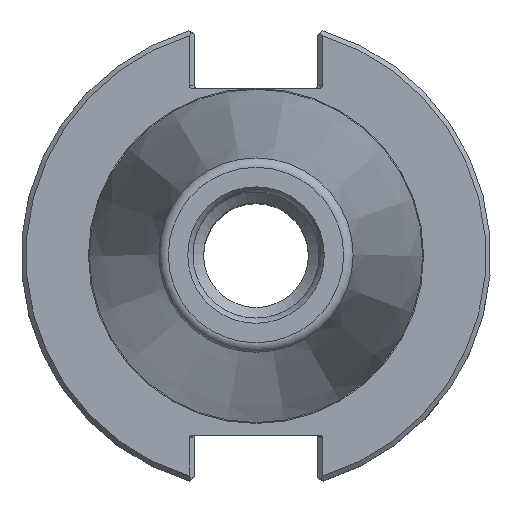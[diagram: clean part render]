
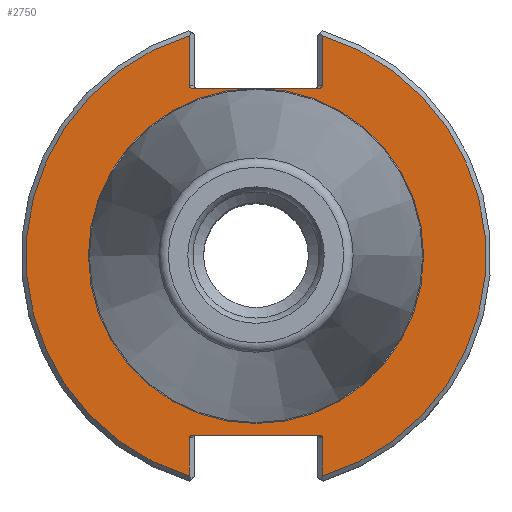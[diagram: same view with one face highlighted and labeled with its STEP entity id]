
A CAD part, top view. The second image highlights one B-rep face of the part: STEP entity #2750.
In plain terms, the highlighted planar face has unit normal (0, 0, 1).
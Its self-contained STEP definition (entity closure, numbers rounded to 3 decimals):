
#20=ELLIPSE('',#2909,0.707,0.5);
#25=ELLIPSE('',#2917,0.707,0.5);
#31=ELLIPSE('',#2928,0.707,0.5);
#33=ELLIPSE('',#2931,0.707,0.5);
#86=LINE('',#4122,#159);
#87=LINE('',#4124,#160);
#90=LINE('',#4128,#163);
#91=LINE('',#4130,#164);
#99=LINE('',#4155,#172);
#108=LINE('',#4188,#181);
#159=VECTOR('',#3344,1000.);
#160=VECTOR('',#3347,1000.);
#163=VECTOR('',#3352,1000.);
#164=VECTOR('',#3355,1000.);
#172=VECTOR('',#3369,1000.);
#181=VECTOR('',#3384,1000.);
#284=PLANE('',#2956);
#679=ORIENTED_EDGE('',*,*,#939,.T.);
#680=ORIENTED_EDGE('',*,*,#1026,.T.);
#681=ORIENTED_EDGE('',*,*,#977,.T.);
#682=ORIENTED_EDGE('',*,*,#1053,.F.);
#683=ORIENTED_EDGE('',*,*,#1009,.T.);
#684=ORIENTED_EDGE('',*,*,#1031,.T.);
#685=ORIENTED_EDGE('',*,*,#941,.T.);
#686=ORIENTED_EDGE('',*,*,#1030,.T.);
#687=ORIENTED_EDGE('',*,*,#1004,.T.);
#688=ORIENTED_EDGE('',*,*,#1041,.F.);
#689=ORIENTED_EDGE('',*,*,#989,.T.);
#690=ORIENTED_EDGE('',*,*,#1027,.T.);
#691=ORIENTED_EDGE('',*,*,#1061,.F.);
#939=EDGE_CURVE('',#1178,#1181,#1341,.T.);
#941=EDGE_CURVE('',#1184,#1183,#1342,.T.);
#977=EDGE_CURVE('',#1214,#1215,#20,.F.);
#989=EDGE_CURVE('',#1225,#1224,#25,.F.);
#1004=EDGE_CURVE('',#1236,#1237,#31,.F.);
#1009=EDGE_CURVE('',#1241,#1240,#33,.F.);
#1026=EDGE_CURVE('',#1181,#1214,#86,.T.);
#1027=EDGE_CURVE('',#1224,#1178,#87,.T.);
#1030=EDGE_CURVE('',#1183,#1236,#90,.T.);
#1031=EDGE_CURVE('',#1240,#1184,#91,.T.);
#1041=EDGE_CURVE('',#1225,#1237,#99,.T.);
#1053=EDGE_CURVE('',#1241,#1215,#108,.T.);
#1061=EDGE_CURVE('',#1268,#1268,#1353,.T.);
#1178=VERTEX_POINT('',#3792);
#1181=VERTEX_POINT('',#3807);
#1183=VERTEX_POINT('',#3815);
#1184=VERTEX_POINT('',#3817);
#1214=VERTEX_POINT('',#4022);
#1215=VERTEX_POINT('',#4023);
#1224=VERTEX_POINT('',#4046);
#1225=VERTEX_POINT('',#4048);
#1236=VERTEX_POINT('',#4079);
#1237=VERTEX_POINT('',#4080);
#1240=VERTEX_POINT('',#4088);
#1241=VERTEX_POINT('',#4090);
#1268=VERTEX_POINT('',#4220);
#1341=CIRCLE('',#2894,48.21);
#1342=CIRCLE('',#2896,48.21);
#1353=CIRCLE('',#2957,35.118);
#1499=EDGE_LOOP('',(#679,#680,#681,#682,#683,#684,#685,#686,#687,#688,#689,
#690));
#1500=EDGE_LOOP('',(#691));
#1689=FACE_BOUND('',#1499,.T.);
#1690=FACE_BOUND('',#1500,.T.);
#2750=ADVANCED_FACE('',(#1689,#1690),#284,.T.);
#2894=AXIS2_PLACEMENT_3D('',#3808,#3215,#3216);
#2896=AXIS2_PLACEMENT_3D('',#3816,#3219,#3220);
#2909=AXIS2_PLACEMENT_3D('',#4021,#3247,#3248);
#2917=AXIS2_PLACEMENT_3D('',#4047,#3270,#3271);
#2928=AXIS2_PLACEMENT_3D('',#4078,#3301,#3302);
#2931=AXIS2_PLACEMENT_3D('',#4089,#3310,#3311);
#2956=AXIS2_PLACEMENT_3D('',#4218,#3398,#3399);
#2957=AXIS2_PLACEMENT_3D('',#4219,#3400,#3401);
#3215=DIRECTION('',(0.,0.,1.));
#3216=DIRECTION('',(1.,0.,0.));
#3219=DIRECTION('',(0.,0.,1.));
#3220=DIRECTION('',(1.,0.,0.));
#3247=DIRECTION('',(0.,0.,1.));
#3248=DIRECTION('',(1.,0.,0.));
#3270=DIRECTION('',(0.,0.,1.));
#3271=DIRECTION('',(-1.,0.,0.));
#3301=DIRECTION('',(0.,0.,1.));
#3302=DIRECTION('',(-1.,0.,0.));
#3310=DIRECTION('',(0.,0.,1.));
#3311=DIRECTION('',(1.,0.,0.));
#3344=DIRECTION('',(0.,1.,0.));
#3347=DIRECTION('',(0.,1.,0.));
#3352=DIRECTION('',(0.,-1.,0.));
#3355=DIRECTION('',(0.,-1.,0.));
#3369=DIRECTION('',(1.,0.,0.));
#3384=DIRECTION('',(-1.,0.,0.));
#3398=DIRECTION('',(0.,0.,1.));
#3399=DIRECTION('',(1.,0.,0.));
#3400=DIRECTION('',(0.,0.,1.));
#3401=DIRECTION('',(1.,0.,0.));
#3792=CARTESIAN_POINT('',(-13.955,46.146,-3.17));
#3807=CARTESIAN_POINT('',(-13.955,-46.146,-3.17));
#3808=CARTESIAN_POINT('',(0.,0.,-3.17));
#3815=CARTESIAN_POINT('',(13.955,46.146,-3.17));
#3816=CARTESIAN_POINT('',(0.,0.,-3.17));
#3817=CARTESIAN_POINT('',(13.955,-46.146,-3.17));
#4021=CARTESIAN_POINT('',(-13.248,-38.07,-3.17));
#4022=CARTESIAN_POINT('',(-13.955,-38.07,-3.17));
#4023=CARTESIAN_POINT('',(-13.248,-37.57,-3.17));
#4046=CARTESIAN_POINT('',(-13.955,35.66,-3.17));
#4047=CARTESIAN_POINT('',(-13.248,35.66,-3.17));
#4048=CARTESIAN_POINT('',(-13.248,35.16,-3.17));
#4078=CARTESIAN_POINT('',(13.248,35.66,-3.17));
#4079=CARTESIAN_POINT('',(13.955,35.66,-3.17));
#4080=CARTESIAN_POINT('',(13.248,35.16,-3.17));
#4088=CARTESIAN_POINT('',(13.955,-38.07,-3.17));
#4089=CARTESIAN_POINT('',(13.248,-38.07,-3.17));
#4090=CARTESIAN_POINT('',(13.248,-37.57,-3.17));
#4122=CARTESIAN_POINT('',(-13.955,-37.57,-3.17));
#4124=CARTESIAN_POINT('',(-13.955,47.619,-3.17));
#4128=CARTESIAN_POINT('',(13.955,35.16,-3.17));
#4130=CARTESIAN_POINT('',(13.955,-47.619,-3.17));
#4155=CARTESIAN_POINT('',(-12.955,35.16,-3.17));
#4188=CARTESIAN_POINT('',(12.955,-37.57,-3.17));
#4218=CARTESIAN_POINT('',(35.118,0.,-3.17));
#4219=CARTESIAN_POINT('',(0.,0.,-3.17));
#4220=CARTESIAN_POINT('',(35.118,0.,-3.17));
